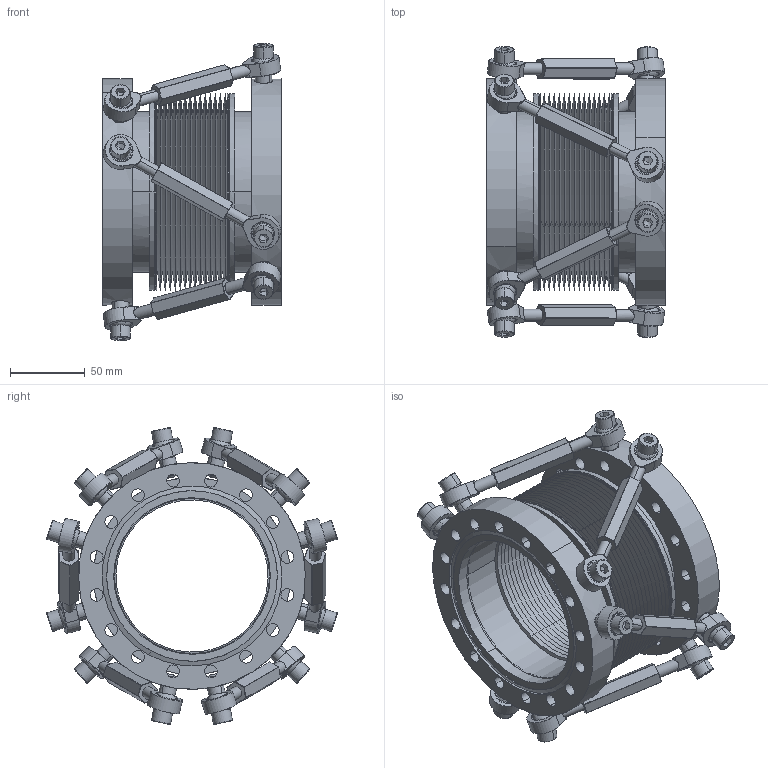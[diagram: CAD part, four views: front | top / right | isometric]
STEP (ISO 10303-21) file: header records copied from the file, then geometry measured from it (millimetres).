
FILE_DESCRIPTION(('CATIA V5 STEP Exchange'),'2;1');
FILE_NAME('PA100HEX.stp','2014-01-17T10:12:21+00:00',('none'),('none'),'CATIA Version 5 Release 20 SP 7 (IN-10)','CATIA V5 STEP AP214','none');
FILE_SCHEMA(('AUTOMOTIVE_DESIGN { 1 0 10303 214 1 1 1 1 }'));
Length unit declared in the file: millimetre
Products named in the file (10): PA100HEX; PA100HEX-EWB-102-132; PA100HEXVEGKM8PAIR; 12655; 13832; 13840; 60546; 60549; 17108025; 12633
Assembly tree (28 placements, depth 3):
  PA100HEX
    PA100HEX-EWB-102-132
    PA100HEXVEGKM8PAIR  x3
      12655
      13832
      13840
      60546
      60549
      17108025
    12633  x2
Bounding box: 120 x 194.97 x 199.16 mm (x, y, z)
Volume: 639661.9 mm3; surface area: 412061 mm2
Topology: 96 solids, 96 shells, 1600 faces, 3724 edges, 2166 vertices
Faces by surface type: cylinder 700, plane 376, cone 192, sphere 192, torus 124, bspline 16
Entity records: 9616 total; most frequent: CARTESIAN_POINT 2099, ORIENTED_EDGE 1526, DIRECTION 1184, EDGE_CURVE 737, AXIS2_PLACEMENT_3D 633, VERTEX_POINT 429, EDGE_LOOP 410, CIRCLE 371
